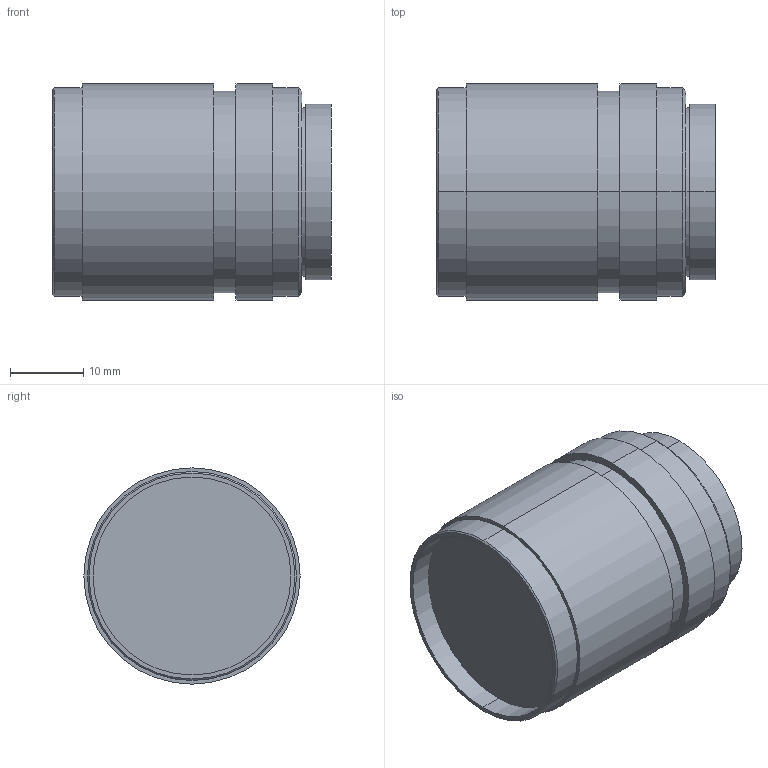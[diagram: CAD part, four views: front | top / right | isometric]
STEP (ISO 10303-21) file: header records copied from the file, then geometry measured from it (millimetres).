
FILE_DESCRIPTION (( 'STEP AP214' ), '1' );
FILE_NAME ('6GF90011BJ01_001_STEP.STEP', '2021-03-29T08:48:18', ( '' ), ( '' ), 'SwSTEP 2.0', 'SolidWorks 2019', '' );
FILE_SCHEMA (( 'AUTOMOTIVE_DESIGN' ));
Length unit declared in the file: millimetre
Products named in the file (1): 6GF90011BJ01_001_STEP
Bounding box: 38 x 29.5 x 29.5 mm (x, y, z)
Volume: 22666.3 mm3; surface area: 5244.3 mm2
Topology: 1 solids, 1 shells, 29 faces, 56 edges, 36 vertices
Faces by surface type: cylinder 16, plane 9, cone 4
Entity records: 920 total; most frequent: DIRECTION 152, CARTESIAN_POINT 122, ORIENTED_EDGE 112, AXIS2_PLACEMENT_3D 66, EDGE_CURVE 56, EDGE_LOOP 36, CIRCLE 36, VERTEX_POINT 36
